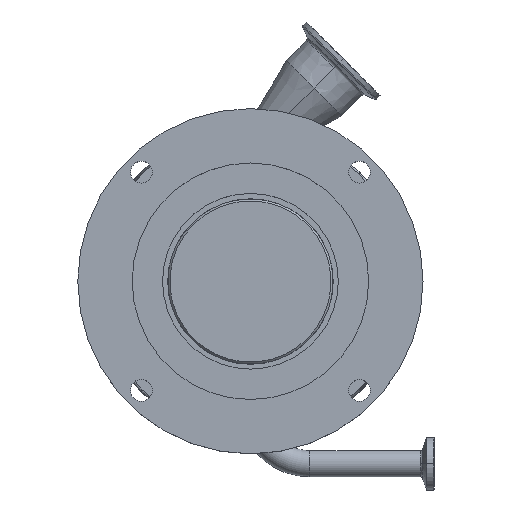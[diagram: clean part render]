
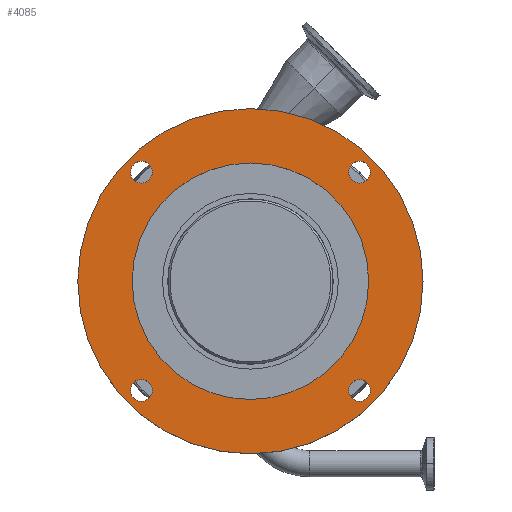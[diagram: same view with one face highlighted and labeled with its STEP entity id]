
A CAD part, top view. The second image highlights one B-rep face of the part: STEP entity #4085.
In plain terms, the highlighted planar face has unit normal (0, 0, 1).
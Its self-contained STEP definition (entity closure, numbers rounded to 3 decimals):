
#167 = EDGE_CURVE ( 'NONE', #1311, #7233, #5736, .T. ) ;
#248 = DIRECTION ( 'NONE',  ( 0., 0., 1. ) ) ;
#250 = EDGE_LOOP ( 'NONE', ( #5806, #1856 ) ) ;
#280 = CIRCLE ( 'NONE', #2681, 5.25 ) ;
#289 = DIRECTION ( 'NONE',  ( 1., 0., 0. ) ) ;
#497 = DIRECTION ( 'NONE',  ( 1., 0., 0. ) ) ;
#499 = FACE_BOUND ( 'NONE', #2743, .T. ) ;
#528 = CARTESIAN_POINT ( 'NONE',  ( -58.009, 52.759, -5.5 ) ) ;
#544 = DIRECTION ( 'NONE',  ( 1., 0., 0. ) ) ;
#582 = EDGE_LOOP ( 'NONE', ( #1645, #9058 ) ) ;
#599 = CIRCLE ( 'NONE', #2583, 83.5 ) ;
#666 = ORIENTED_EDGE ( 'NONE', *, *, #5985, .F. ) ;
#721 = DIRECTION ( 'NONE',  ( 0., 0., 1. ) ) ;
#836 = CIRCLE ( 'NONE', #6101, 5.25 ) ;
#847 = CARTESIAN_POINT ( 'NONE',  ( -58.009, -52.759, -5.5 ) ) ;
#914 = EDGE_LOOP ( 'NONE', ( #8708, #666 ) ) ;
#1004 = DIRECTION ( 'NONE',  ( 0., 0., 1. ) ) ;
#1109 = CARTESIAN_POINT ( 'NONE',  ( 0., 0., -5.5 ) ) ;
#1134 = DIRECTION ( 'NONE',  ( 1., 0., 0. ) ) ;
#1203 = CARTESIAN_POINT ( 'NONE',  ( 83.5, 0., -5.5 ) ) ;
#1252 = CARTESIAN_POINT ( 'NONE',  ( 0., 0., -5.5 ) ) ;
#1311 = VERTEX_POINT ( 'NONE', #8261 ) ;
#1410 = VERTEX_POINT ( 'NONE', #528 ) ;
#1446 = CARTESIAN_POINT ( 'NONE',  ( 52.759, -52.759, -5.5 ) ) ;
#1560 = CARTESIAN_POINT ( 'NONE',  ( 47.509, -52.759, -5.5 ) ) ;
#1595 = DIRECTION ( 'NONE',  ( 1., 0., 0. ) ) ;
#1645 = ORIENTED_EDGE ( 'NONE', *, *, #6930, .F. ) ;
#1697 = AXIS2_PLACEMENT_3D ( 'NONE', #7488, #1004, #2048 ) ;
#1709 = DIRECTION ( 'NONE',  ( 1., 0., 0. ) ) ;
#1727 = CIRCLE ( 'NONE', #8492, 5.25 ) ;
#1816 = VERTEX_POINT ( 'NONE', #5532 ) ;
#1830 = CARTESIAN_POINT ( 'NONE',  ( -57.2, 0., -5.5 ) ) ;
#1856 = ORIENTED_EDGE ( 'NONE', *, *, #5018, .F. ) ;
#1919 = CIRCLE ( 'NONE', #5531, 5.25 ) ;
#1950 = PLANE ( 'NONE',  #6852 ) ;
#1964 = AXIS2_PLACEMENT_3D ( 'NONE', #6389, #721, #7735 ) ;
#2023 = ORIENTED_EDGE ( 'NONE', *, *, #8272, .F. ) ;
#2048 = DIRECTION ( 'NONE',  ( 1., 0., 0. ) ) ;
#2176 = DIRECTION ( 'NONE',  ( 1., 0., 0. ) ) ;
#2195 = VERTEX_POINT ( 'NONE', #9094 ) ;
#2217 = CARTESIAN_POINT ( 'NONE',  ( 0., 0., -5.5 ) ) ;
#2285 = CIRCLE ( 'NONE', #3454, 5.25 ) ;
#2286 = AXIS2_PLACEMENT_3D ( 'NONE', #2362, #5231, #5064 ) ;
#2362 = CARTESIAN_POINT ( 'NONE',  ( -52.759, 52.759, -5.5 ) ) ;
#2425 = VERTEX_POINT ( 'NONE', #5878 ) ;
#2583 = AXIS2_PLACEMENT_3D ( 'NONE', #2217, #8862, #4368 ) ;
#2681 = AXIS2_PLACEMENT_3D ( 'NONE', #6616, #248, #3131 ) ;
#2743 = EDGE_LOOP ( 'NONE', ( #7838, #2023 ) ) ;
#3111 = CIRCLE ( 'NONE', #7161, 57.2 ) ;
#3131 = DIRECTION ( 'NONE',  ( 1., 0., 0. ) ) ;
#3252 = VERTEX_POINT ( 'NONE', #1830 ) ;
#3444 = CARTESIAN_POINT ( 'NONE',  ( -47.509, -52.759, -5.5 ) ) ;
#3454 = AXIS2_PLACEMENT_3D ( 'NONE', #3862, #6756, #497 ) ;
#3457 = CIRCLE ( 'NONE', #2286, 5.25 ) ;
#3503 = CARTESIAN_POINT ( 'NONE',  ( -47.509, 52.759, -5.5 ) ) ;
#3581 = VERTEX_POINT ( 'NONE', #3444 ) ;
#3723 = EDGE_CURVE ( 'NONE', #1816, #5352, #1727, .T. ) ;
#3752 = AXIS2_PLACEMENT_3D ( 'NONE', #3798, #4548, #1595 ) ;
#3798 = CARTESIAN_POINT ( 'NONE',  ( -52.759, 52.759, -5.5 ) ) ;
#3862 = CARTESIAN_POINT ( 'NONE',  ( -52.759, -52.759, -5.5 ) ) ;
#3865 = CARTESIAN_POINT ( 'NONE',  ( 0., 0., -5.5 ) ) ;
#4041 = DIRECTION ( 'NONE',  ( 0., 0., 1. ) ) ;
#4072 = FACE_BOUND ( 'NONE', #8548, .T. ) ;
#4085 = ADVANCED_FACE ( 'NONE', ( #7650, #6215, #4072, #6976, #6257, #499 ), #1950, .T. ) ;
#4124 = DIRECTION ( 'NONE',  ( 0., 0., 1. ) ) ;
#4368 = DIRECTION ( 'NONE',  ( 1., 0., 0. ) ) ;
#4472 = EDGE_CURVE ( 'NONE', #2425, #2195, #836, .T. ) ;
#4506 = AXIS2_PLACEMENT_3D ( 'NONE', #1109, #7543, #7506 ) ;
#4548 = DIRECTION ( 'NONE',  ( 0., 0., 1. ) ) ;
#4637 = EDGE_CURVE ( 'NONE', #7232, #3252, #3111, .T. ) ;
#4935 = VERTEX_POINT ( 'NONE', #847 ) ;
#4938 = ORIENTED_EDGE ( 'NONE', *, *, #3723, .F. ) ;
#5018 = EDGE_CURVE ( 'NONE', #1410, #7767, #3457, .T. ) ;
#5064 = DIRECTION ( 'NONE',  ( 1., 0., 0. ) ) ;
#5231 = DIRECTION ( 'NONE',  ( 0., 0., 1. ) ) ;
#5283 = DIRECTION ( 'NONE',  ( 0., 0., 1. ) ) ;
#5352 = VERTEX_POINT ( 'NONE', #1560 ) ;
#5531 = AXIS2_PLACEMENT_3D ( 'NONE', #1446, #8956, #289 ) ;
#5532 = CARTESIAN_POINT ( 'NONE',  ( 58.009, -52.759, -5.5 ) ) ;
#5649 = ORIENTED_EDGE ( 'NONE', *, *, #9268, .T. ) ;
#5730 = CIRCLE ( 'NONE', #1964, 5.25 ) ;
#5736 = CIRCLE ( 'NONE', #1697, 83.5 ) ;
#5806 = ORIENTED_EDGE ( 'NONE', *, *, #8214, .F. ) ;
#5878 = CARTESIAN_POINT ( 'NONE',  ( 47.509, 52.759, -5.5 ) ) ;
#5985 = EDGE_CURVE ( 'NONE', #4935, #3581, #2285, .T. ) ;
#6001 = ORIENTED_EDGE ( 'NONE', *, *, #6962, .F. ) ;
#6024 = CIRCLE ( 'NONE', #3752, 5.25 ) ;
#6101 = AXIS2_PLACEMENT_3D ( 'NONE', #6267, #4041, #1134 ) ;
#6215 = FACE_BOUND ( 'NONE', #914, .T. ) ;
#6257 = FACE_OUTER_BOUND ( 'NONE', #6766, .T. ) ;
#6267 = CARTESIAN_POINT ( 'NONE',  ( 52.759, 52.759, -5.5 ) ) ;
#6389 = CARTESIAN_POINT ( 'NONE',  ( -52.759, -52.759, -5.5 ) ) ;
#6616 = CARTESIAN_POINT ( 'NONE',  ( 52.759, 52.759, -5.5 ) ) ;
#6756 = DIRECTION ( 'NONE',  ( 0., 0., 1. ) ) ;
#6766 = EDGE_LOOP ( 'NONE', ( #5649, #8164 ) ) ;
#6852 = AXIS2_PLACEMENT_3D ( 'NONE', #1252, #4124, #544 ) ;
#6930 = EDGE_CURVE ( 'NONE', #2195, #2425, #280, .T. ) ;
#6962 = EDGE_CURVE ( 'NONE', #5352, #1816, #1919, .T. ) ;
#6976 = FACE_BOUND ( 'NONE', #582, .T. ) ;
#7161 = AXIS2_PLACEMENT_3D ( 'NONE', #3865, #5283, #1709 ) ;
#7232 = VERTEX_POINT ( 'NONE', #7694 ) ;
#7233 = VERTEX_POINT ( 'NONE', #1203 ) ;
#7488 = CARTESIAN_POINT ( 'NONE',  ( 0., 0., -5.5 ) ) ;
#7506 = DIRECTION ( 'NONE',  ( 1., 0., 0. ) ) ;
#7543 = DIRECTION ( 'NONE',  ( 0., 0., 1. ) ) ;
#7650 = FACE_BOUND ( 'NONE', #250, .T. ) ;
#7694 = CARTESIAN_POINT ( 'NONE',  ( 57.2, 0., -5.5 ) ) ;
#7735 = DIRECTION ( 'NONE',  ( 1., 0., 0. ) ) ;
#7767 = VERTEX_POINT ( 'NONE', #3503 ) ;
#7838 = ORIENTED_EDGE ( 'NONE', *, *, #4637, .F. ) ;
#8164 = ORIENTED_EDGE ( 'NONE', *, *, #167, .T. ) ;
#8214 = EDGE_CURVE ( 'NONE', #7767, #1410, #6024, .T. ) ;
#8261 = CARTESIAN_POINT ( 'NONE',  ( -83.5, 0., -5.5 ) ) ;
#8272 = EDGE_CURVE ( 'NONE', #3252, #7232, #9360, .T. ) ;
#8492 = AXIS2_PLACEMENT_3D ( 'NONE', #8817, #8707, #2176 ) ;
#8548 = EDGE_LOOP ( 'NONE', ( #4938, #6001 ) ) ;
#8707 = DIRECTION ( 'NONE',  ( 0., 0., 1. ) ) ;
#8708 = ORIENTED_EDGE ( 'NONE', *, *, #9090, .F. ) ;
#8817 = CARTESIAN_POINT ( 'NONE',  ( 52.759, -52.759, -5.5 ) ) ;
#8862 = DIRECTION ( 'NONE',  ( 0., 0., 1. ) ) ;
#8956 = DIRECTION ( 'NONE',  ( 0., 0., 1. ) ) ;
#9058 = ORIENTED_EDGE ( 'NONE', *, *, #4472, .F. ) ;
#9090 = EDGE_CURVE ( 'NONE', #3581, #4935, #5730, .T. ) ;
#9094 = CARTESIAN_POINT ( 'NONE',  ( 58.009, 52.759, -5.5 ) ) ;
#9268 = EDGE_CURVE ( 'NONE', #7233, #1311, #599, .T. ) ;
#9360 = CIRCLE ( 'NONE', #4506, 57.2 ) ;
